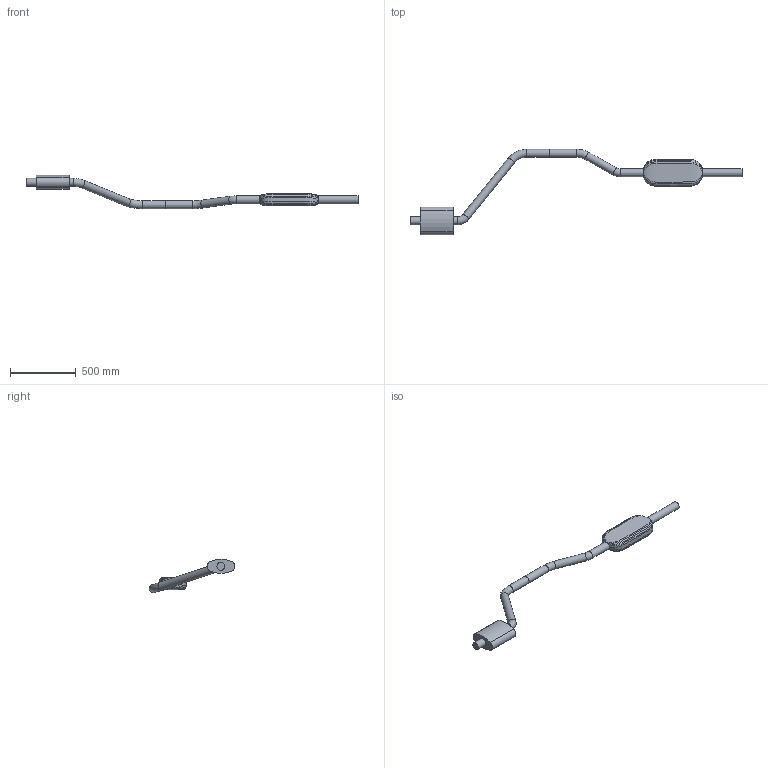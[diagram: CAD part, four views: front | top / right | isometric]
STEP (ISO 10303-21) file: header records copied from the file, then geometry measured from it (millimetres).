
FILE_DESCRIPTION(('a Product shape'),'1');
FILE_NAME('Euclid-Quantum Shape Model','1997-11-12T00:58:26',('Author Name'),('MATRA-DATAVISION'),'OL-1.5A','EUCLID-QUANTUM','Authorisation status');
FILE_SCHEMA(('AUTOMOTIVE_DESIGN_CC1 { 1 2 10303 214 -1 1 3 2}'));
Length unit declared in the file: millimetre
Products named in the file (4): the product name
Bounding box: 2524.8 x 649.7 x 252.6 mm (x, y, z)
Volume: 17809559.2 mm3; surface area: 818549.2 mm2
Topology: 4 solids, 4 shells, 46 faces, 100 edges, 64 vertices
Faces by surface type: bspline 22, cylinder 12, plane 8, torus 4
Full cylindrical faces by diameter (mm): 60 x8
Entity records: 3583 total; most frequent: CARTESIAN_POINT 1949, ORIENTED_EDGE 200, PCURVE 188, DEFINITIONAL_REPRESENTATION 188, B_SPLINE_CURVE_WITH_KNOTS 180, DIRECTION 168, EDGE_CURVE 100, SURFACE_CURVE 88
